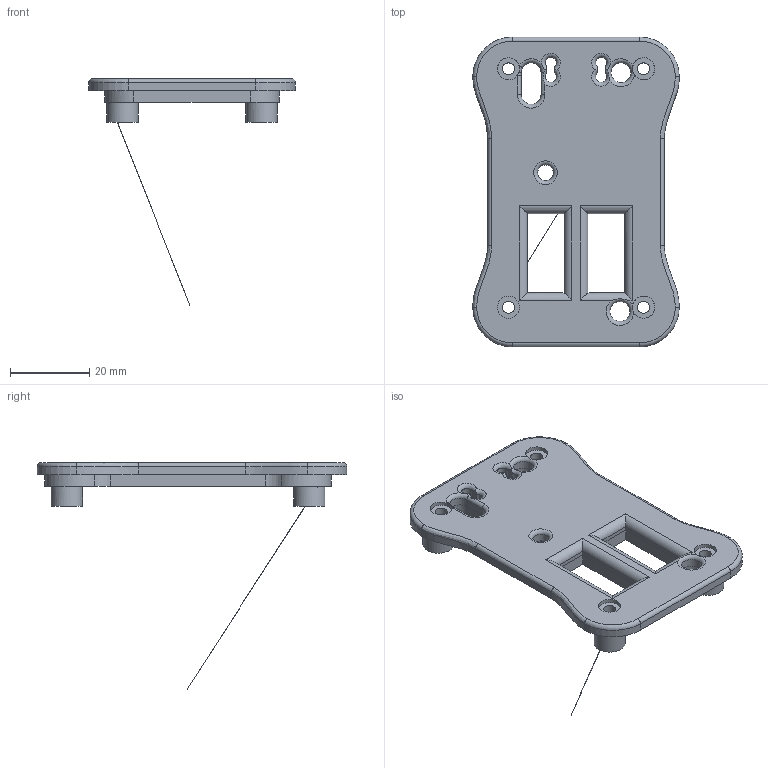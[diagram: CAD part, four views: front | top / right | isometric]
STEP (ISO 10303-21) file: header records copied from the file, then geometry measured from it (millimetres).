
FILE_DESCRIPTION(/* description */ (''),/* implementation_level */ '2;1');
FILE_NAME(/* name */ 'tiny-scarab-cover v18.step',/* time_stamp */ '2024-02-04T17:05:33+01:00',/* author */ (''),/* organization */ (''),/* preprocessor_version */ 'ST-DEVELOPER v20',/* originating_system */ 'Autodesk Translation Framework v12.20.1.177',/* authorisation */ '');
FILE_SCHEMA (('AUTOMOTIVE_DESIGN { 1 0 10303 214 3 1 1 }','INTEGRATED_CNC_SCHEMA'));
Length unit declared in the file: millimetre
Products named in the file (2): tiny-scarab-cover; tiny-scarab-enclosure v17
Assembly tree (1 placements, depth 2):
  tiny-scarab-cover
    tiny-scarab-enclosure v17
Bounding box: 52 x 78 x 57.06 mm (x, y, z)
Volume: 16700.7 mm3; surface area: 14165.6 mm2
Topology: 2 solids, 2 shells, 133 faces, 365 edges, 232 vertices
Faces by surface type: cylinder 61, plane 50, torus 14, bspline 8
Full cylindrical faces by diameter (mm): 3 x8, 4 x2, 5 x4, 5.6 x4, 7.904 x4
Entity records: 4801 total; most frequent: CARTESIAN_POINT 1240, DIRECTION 742, ORIENTED_EDGE 730, EDGE_CURVE 365, AXIS2_PLACEMENT_3D 286, VERTEX_POINT 232, EDGE_LOOP 177, LINE 170
